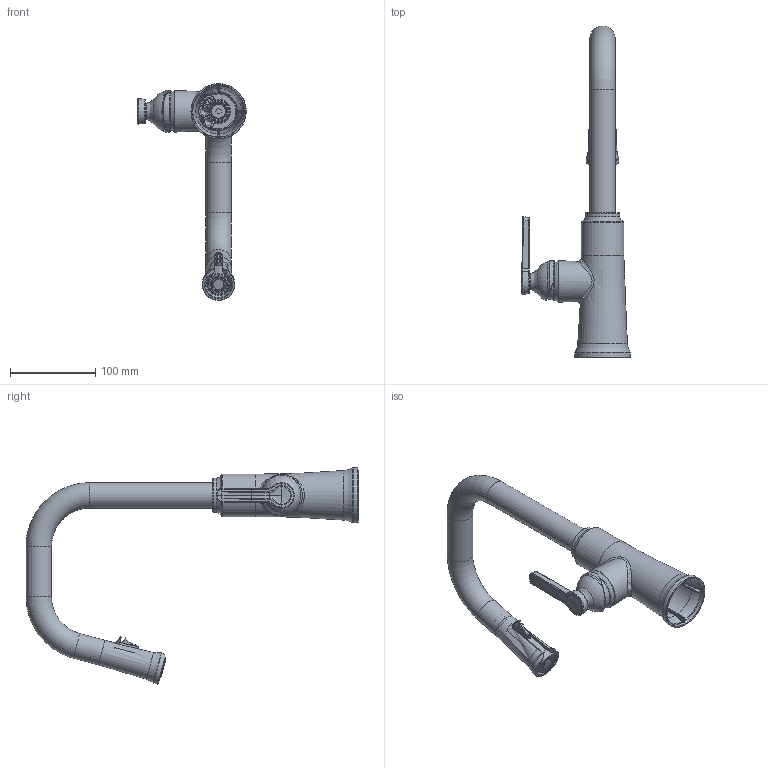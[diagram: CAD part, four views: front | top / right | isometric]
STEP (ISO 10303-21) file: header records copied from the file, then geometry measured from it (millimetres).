
FILE_DESCRIPTION(/* description */ (''),/* implementation_level */ '2;1');
FILE_NAME(/* name */ 'TTSQ101 3D.stp',/* time_stamp */ '2018-11-29T08:14:26-05:00',/* author */ ('cjulien'),/* organization */ (''),/* preprocessor_version */ 'ST-DEVELOPER v16.13',/* originating_system */ 'Autodesk Inventor 2018',/* authorisation */ '');
FILE_SCHEMA (('AUTOMOTIVE_DESIGN { 1 0 10303 214 3 1 1 }'));
Length unit declared in the file: millimetre
Products named in the file (1): TTSQ101 SHRINKWRAP TEST_Shrinkwrap_1
Bounding box: 127.45 x 390.23 x 254.66 mm (x, y, z)
Volume: 462915.2 mm3; surface area: 161562.5 mm2
Topology: 4 solids, 4 shells, 2513 faces, 6177 edges, 3681 vertices
Faces by surface type: cylinder 802, bspline 646, plane 459, torus 421, sphere 103, cone 82
Full cylindrical faces by diameter (mm): 2.2 x18, 4.775 x1, 6.647 x1, 9.1 x1, 13.5 x1, 14 x1, 15 x1, 17 x1, 18.914 x1, 19 x1, 19.8 x1, 22.9 x1, 24 x9, 24.4 x1, 27 x1, 27.3 x1, 27.8 x1, 30 x3, 31.293 x1, 34 x1, 40 x1, 43.866 x1, 49.987 x1, 61.281 x1, 64.999 x1
Entity records: 161678 total; most frequent: CARTESIAN_POINT 105145, ORIENTED_EDGE 11868, DIRECTION 11032, EDGE_CURVE 5934, AXIS2_PLACEMENT_3D 4639, VERTEX_POINT 3630, EDGE_LOOP 2745, CIRCLE 2553
